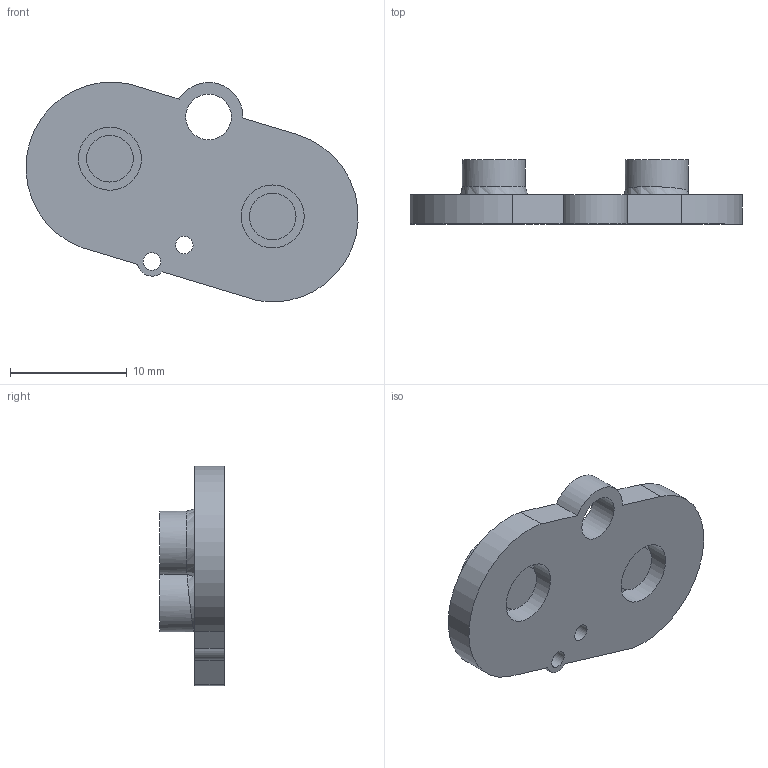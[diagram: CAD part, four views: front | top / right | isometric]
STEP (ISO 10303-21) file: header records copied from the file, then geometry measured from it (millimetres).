
FILE_DESCRIPTION(/* description */ (''),/* implementation_level */ '2;1');
FILE_NAME(/* name */ 'GBC_A_B_MEMBRANE.step',/* time_stamp */ '2024-06-22T13:27:49-05:00',/* author */ (''),/* organization */ (''),/* preprocessor_version */ 'ST-DEVELOPER v20',/* originating_system */ 'Autodesk Translation Framework v13.14.0.145',/* authorisation */ '');
FILE_SCHEMA (('AUTOMOTIVE_DESIGN { 1 0 10303 214 3 1 1 }'));
Length unit declared in the file: millimetre
Products named in the file (1): GBC A/B Button Membrane
Bounding box: 28.46 x 5.5 x 18.84 mm (x, y, z)
Volume: 704.6 mm3; surface area: 1349.2 mm2
Topology: 1 solids, 1 shells, 31 faces, 63 edges, 42 vertices
Faces by surface type: cylinder 15, plane 14, bspline 2
Full cylindrical faces by diameter (mm): 1.5 x2, 3.915 x1, 4 x2, 5.401 x4, 13 x2
Entity records: 1326 total; most frequent: CARTESIAN_POINT 598, DIRECTION 149, ORIENTED_EDGE 126, EDGE_CURVE 63, AXIS2_PLACEMENT_3D 60, EDGE_LOOP 45, VERTEX_POINT 42, FACE_OUTER_BOUND 31
